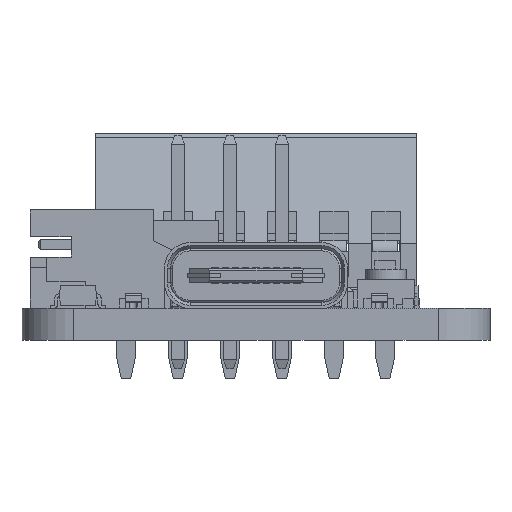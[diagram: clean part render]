
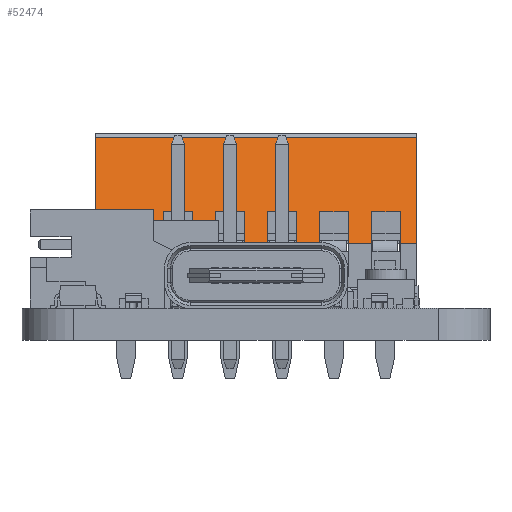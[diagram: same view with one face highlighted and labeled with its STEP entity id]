
A CAD part, left-side view. The second image highlights one B-rep face of the part: STEP entity #52474.
In plain terms, the highlighted face is planar.
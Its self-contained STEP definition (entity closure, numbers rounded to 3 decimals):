
#3031=PLANE('',#56874);
#5763=FACE_OUTER_BOUND('',#8934,.T.);
#8934=EDGE_LOOP('',(#47560,#47561,#47562,#47563,#47564,#47565,#47566,#47567,
#47568,#47569,#47570,#47571,#47572,#47573,#47574,#47575,#47576,#47577,#47578,
#47579,#47580,#47581,#47582,#47583,#47584,#47585,#47586,#47587));
#14105=LINE('',#84165,#19906);
#14168=LINE('',#84835,#19969);
#14187=LINE('',#84873,#19988);
#14255=LINE('',#85009,#20056);
#14264=LINE('',#85025,#20065);
#14273=LINE('',#85044,#20074);
#14335=LINE('',#85169,#20136);
#14344=LINE('',#85185,#20145);
#14353=LINE('',#85204,#20154);
#14415=LINE('',#85329,#20216);
#14424=LINE('',#85345,#20225);
#14433=LINE('',#85364,#20234);
#14495=LINE('',#85489,#20296);
#14504=LINE('',#85505,#20305);
#14513=LINE('',#85524,#20314);
#14575=LINE('',#85649,#20376);
#14584=LINE('',#85665,#20385);
#14593=LINE('',#85684,#20394);
#14598=LINE('',#85695,#20399);
#14629=LINE('',#85752,#20430);
#14635=LINE('',#85762,#20436);
#14636=LINE('',#85763,#20437);
#14637=LINE('',#85764,#20438);
#14638=LINE('',#85765,#20439);
#14639=LINE('',#85766,#20440);
#14640=LINE('',#85767,#20441);
#14642=LINE('',#85770,#20443);
#14662=LINE('',#85814,#20463);
#19906=VECTOR('',#69445,1.);
#19969=VECTOR('',#69718,1.);
#19988=VECTOR('',#69745,1.);
#20056=VECTOR('',#69859,1.);
#20065=VECTOR('',#69874,1.);
#20074=VECTOR('',#69891,1.);
#20136=VECTOR('',#69999,1.);
#20145=VECTOR('',#70014,1.);
#20154=VECTOR('',#70031,1.);
#20216=VECTOR('',#70139,1.);
#20225=VECTOR('',#70154,1.);
#20234=VECTOR('',#70171,1.);
#20296=VECTOR('',#70279,1.);
#20305=VECTOR('',#70294,1.);
#20314=VECTOR('',#70311,1.);
#20376=VECTOR('',#70419,1.);
#20385=VECTOR('',#70434,1.);
#20394=VECTOR('',#70451,1.);
#20399=VECTOR('',#70462,1.);
#20430=VECTOR('',#70505,1.);
#20436=VECTOR('',#70515,1.);
#20437=VECTOR('',#70516,1.);
#20438=VECTOR('',#70517,1.);
#20439=VECTOR('',#70518,1.);
#20440=VECTOR('',#70519,1.);
#20441=VECTOR('',#70520,1.);
#20443=VECTOR('',#70522,1.);
#20463=VECTOR('',#70580,1.);
#25985=VERTEX_POINT('',#84158);
#25988=VERTEX_POINT('',#84163);
#26103=VERTEX_POINT('',#84833);
#26117=VERTEX_POINT('',#84870);
#26118=VERTEX_POINT('',#84872);
#26163=VERTEX_POINT('',#85008);
#26167=VERTEX_POINT('',#85023);
#26172=VERTEX_POINT('',#85041);
#26173=VERTEX_POINT('',#85043);
#26213=VERTEX_POINT('',#85168);
#26217=VERTEX_POINT('',#85183);
#26222=VERTEX_POINT('',#85201);
#26223=VERTEX_POINT('',#85203);
#26263=VERTEX_POINT('',#85328);
#26267=VERTEX_POINT('',#85343);
#26272=VERTEX_POINT('',#85361);
#26273=VERTEX_POINT('',#85363);
#26313=VERTEX_POINT('',#85488);
#26317=VERTEX_POINT('',#85503);
#26322=VERTEX_POINT('',#85521);
#26323=VERTEX_POINT('',#85523);
#26363=VERTEX_POINT('',#85648);
#26367=VERTEX_POINT('',#85663);
#26372=VERTEX_POINT('',#85681);
#26373=VERTEX_POINT('',#85683);
#26376=VERTEX_POINT('',#85694);
#26396=VERTEX_POINT('',#85750);
#26399=VERTEX_POINT('',#85768);
#32835=EDGE_CURVE('',#25988,#25985,#14105,.T.);
#32982=EDGE_CURVE('',#25988,#26103,#14168,.T.);
#33001=EDGE_CURVE('',#26117,#26118,#14187,.T.);
#33069=EDGE_CURVE('',#26117,#26163,#14255,.T.);
#33078=EDGE_CURVE('',#26163,#26167,#14264,.T.);
#33087=EDGE_CURVE('',#26172,#26173,#14273,.T.);
#33149=EDGE_CURVE('',#26172,#26213,#14335,.T.);
#33158=EDGE_CURVE('',#26213,#26217,#14344,.T.);
#33167=EDGE_CURVE('',#26222,#26223,#14353,.T.);
#33229=EDGE_CURVE('',#26222,#26263,#14415,.T.);
#33238=EDGE_CURVE('',#26263,#26267,#14424,.T.);
#33247=EDGE_CURVE('',#26272,#26273,#14433,.T.);
#33309=EDGE_CURVE('',#26272,#26313,#14495,.T.);
#33318=EDGE_CURVE('',#26313,#26317,#14504,.T.);
#33327=EDGE_CURVE('',#26322,#26323,#14513,.T.);
#33389=EDGE_CURVE('',#26322,#26363,#14575,.T.);
#33398=EDGE_CURVE('',#26363,#26367,#14584,.T.);
#33407=EDGE_CURVE('',#26372,#26373,#14593,.T.);
#33412=EDGE_CURVE('',#26372,#26376,#14598,.T.);
#33443=EDGE_CURVE('',#26376,#26396,#14629,.T.);
#33449=EDGE_CURVE('',#26367,#26373,#14635,.T.);
#33450=EDGE_CURVE('',#26317,#26323,#14636,.T.);
#33451=EDGE_CURVE('',#26267,#26273,#14637,.T.);
#33452=EDGE_CURVE('',#26217,#26223,#14638,.T.);
#33453=EDGE_CURVE('',#26167,#26173,#14639,.T.);
#33454=EDGE_CURVE('',#26103,#26118,#14640,.T.);
#33456=EDGE_CURVE('',#26396,#26399,#14642,.T.);
#33476=EDGE_CURVE('',#26399,#25985,#14662,.T.);
#47560=ORIENTED_EDGE('',*,*,#33476,.T.);
#47561=ORIENTED_EDGE('',*,*,#32835,.F.);
#47562=ORIENTED_EDGE('',*,*,#32982,.T.);
#47563=ORIENTED_EDGE('',*,*,#33454,.T.);
#47564=ORIENTED_EDGE('',*,*,#33001,.F.);
#47565=ORIENTED_EDGE('',*,*,#33069,.T.);
#47566=ORIENTED_EDGE('',*,*,#33078,.T.);
#47567=ORIENTED_EDGE('',*,*,#33453,.T.);
#47568=ORIENTED_EDGE('',*,*,#33087,.F.);
#47569=ORIENTED_EDGE('',*,*,#33149,.T.);
#47570=ORIENTED_EDGE('',*,*,#33158,.T.);
#47571=ORIENTED_EDGE('',*,*,#33452,.T.);
#47572=ORIENTED_EDGE('',*,*,#33167,.F.);
#47573=ORIENTED_EDGE('',*,*,#33229,.T.);
#47574=ORIENTED_EDGE('',*,*,#33238,.T.);
#47575=ORIENTED_EDGE('',*,*,#33451,.T.);
#47576=ORIENTED_EDGE('',*,*,#33247,.F.);
#47577=ORIENTED_EDGE('',*,*,#33309,.T.);
#47578=ORIENTED_EDGE('',*,*,#33318,.T.);
#47579=ORIENTED_EDGE('',*,*,#33450,.T.);
#47580=ORIENTED_EDGE('',*,*,#33327,.F.);
#47581=ORIENTED_EDGE('',*,*,#33389,.T.);
#47582=ORIENTED_EDGE('',*,*,#33398,.T.);
#47583=ORIENTED_EDGE('',*,*,#33449,.T.);
#47584=ORIENTED_EDGE('',*,*,#33407,.F.);
#47585=ORIENTED_EDGE('',*,*,#33412,.T.);
#47586=ORIENTED_EDGE('',*,*,#33443,.T.);
#47587=ORIENTED_EDGE('',*,*,#33456,.T.);
#52474=ADVANCED_FACE('',(#5763),#3031,.F.);
#56874=AXIS2_PLACEMENT_3D('',#85813,#70578,#70579);
#69445=DIRECTION('',(1.,0.,0.));
#69718=DIRECTION('',(0.,-0.309,-0.951));
#69745=DIRECTION('',(0.,-0.309,-0.951));
#69859=DIRECTION('',(1.,0.,0.));
#69874=DIRECTION('',(0.,-0.309,-0.951));
#69891=DIRECTION('',(0.,-0.309,-0.951));
#69999=DIRECTION('',(1.,0.,0.));
#70014=DIRECTION('',(0.,-0.309,-0.951));
#70031=DIRECTION('',(0.,-0.309,-0.951));
#70139=DIRECTION('',(1.,0.,0.));
#70154=DIRECTION('',(0.,-0.309,-0.951));
#70171=DIRECTION('',(0.,-0.309,-0.951));
#70279=DIRECTION('',(1.,0.,0.));
#70294=DIRECTION('',(0.,-0.309,-0.951));
#70311=DIRECTION('',(0.,-0.309,-0.951));
#70419=DIRECTION('',(1.,0.,0.));
#70434=DIRECTION('',(0.,-0.309,-0.951));
#70451=DIRECTION('',(0.,-0.309,-0.951));
#70462=DIRECTION('',(1.,0.,0.));
#70505=DIRECTION('',(0.,-0.309,-0.951));
#70515=DIRECTION('',(1.,0.,0.));
#70516=DIRECTION('',(1.,0.,0.));
#70517=DIRECTION('',(1.,0.,0.));
#70518=DIRECTION('',(1.,0.,0.));
#70519=DIRECTION('',(1.,0.,0.));
#70520=DIRECTION('',(1.,0.,0.));
#70522=DIRECTION('',(1.,0.,0.));
#70578=DIRECTION('center_axis',(0.,0.951,
-0.309));
#70579=DIRECTION('ref_axis',(0.,-0.309,-0.951));
#70580=DIRECTION('',(0.,0.309,0.951));
#84158=CARTESIAN_POINT('',(7.84,-1.427,8.343));
#84163=CARTESIAN_POINT('',(-7.84,-1.427,8.343));
#84165=CARTESIAN_POINT('',(-7.84,-1.427,8.343));
#84833=CARTESIAN_POINT('',(-7.84,-3.11,3.164));
#84835=CARTESIAN_POINT('',(-7.84,-1.427,8.343));
#84870=CARTESIAN_POINT('',(-7.05,-2.61,4.703));
#84872=CARTESIAN_POINT('',(-7.05,-3.11,3.164));
#84873=CARTESIAN_POINT('',(-7.05,-2.61,4.703));
#85008=CARTESIAN_POINT('',(-5.65,-2.61,4.703));
#85009=CARTESIAN_POINT('',(-6.35,-2.61,4.703));
#85023=CARTESIAN_POINT('',(-5.65,-3.11,3.164));
#85025=CARTESIAN_POINT('',(-5.65,-2.61,4.703));
#85041=CARTESIAN_POINT('',(-4.51,-2.61,4.703));
#85043=CARTESIAN_POINT('',(-4.51,-3.11,3.164));
#85044=CARTESIAN_POINT('',(-4.51,-2.61,4.703));
#85168=CARTESIAN_POINT('',(-3.11,-2.61,4.703));
#85169=CARTESIAN_POINT('',(-3.81,-2.61,4.703));
#85183=CARTESIAN_POINT('',(-3.11,-3.11,3.164));
#85185=CARTESIAN_POINT('',(-3.11,-2.61,4.703));
#85201=CARTESIAN_POINT('',(-1.97,-2.61,4.703));
#85203=CARTESIAN_POINT('',(-1.97,-3.11,3.164));
#85204=CARTESIAN_POINT('',(-1.97,-2.61,4.703));
#85328=CARTESIAN_POINT('',(-0.57,-2.61,4.703));
#85329=CARTESIAN_POINT('',(-1.27,-2.61,4.703));
#85343=CARTESIAN_POINT('',(-0.57,-3.11,3.164));
#85345=CARTESIAN_POINT('',(-0.57,-2.61,4.703));
#85361=CARTESIAN_POINT('',(0.57,-2.61,4.703));
#85363=CARTESIAN_POINT('',(0.57,-3.11,3.164));
#85364=CARTESIAN_POINT('',(0.57,-2.61,4.703));
#85488=CARTESIAN_POINT('',(1.97,-2.61,4.703));
#85489=CARTESIAN_POINT('',(1.27,-2.61,4.703));
#85503=CARTESIAN_POINT('',(1.97,-3.11,3.164));
#85505=CARTESIAN_POINT('',(1.97,-2.61,4.703));
#85521=CARTESIAN_POINT('',(3.11,-2.61,4.703));
#85523=CARTESIAN_POINT('',(3.11,-3.11,3.164));
#85524=CARTESIAN_POINT('',(3.11,-2.61,4.703));
#85648=CARTESIAN_POINT('',(4.51,-2.61,4.703));
#85649=CARTESIAN_POINT('',(3.81,-2.61,4.703));
#85663=CARTESIAN_POINT('',(4.51,-3.11,3.164));
#85665=CARTESIAN_POINT('',(4.51,-2.61,4.703));
#85681=CARTESIAN_POINT('',(5.65,-2.61,4.703));
#85683=CARTESIAN_POINT('',(5.65,-3.11,3.164));
#85684=CARTESIAN_POINT('',(5.65,-2.61,4.703));
#85694=CARTESIAN_POINT('',(7.05,-2.61,4.703));
#85695=CARTESIAN_POINT('',(6.35,-2.61,4.703));
#85750=CARTESIAN_POINT('',(7.05,-3.11,3.164));
#85752=CARTESIAN_POINT('',(7.05,-2.61,4.703));
#85762=CARTESIAN_POINT('',(4.51,-3.11,3.164));
#85763=CARTESIAN_POINT('',(1.97,-3.11,3.164));
#85764=CARTESIAN_POINT('',(-0.57,-3.11,3.164));
#85765=CARTESIAN_POINT('',(-3.11,-3.11,3.164));
#85766=CARTESIAN_POINT('',(-5.65,-3.11,3.164));
#85767=CARTESIAN_POINT('',(-7.84,-3.11,3.164));
#85768=CARTESIAN_POINT('',(7.84,-3.11,3.164));
#85770=CARTESIAN_POINT('',(7.05,-3.11,3.164));
#85813=CARTESIAN_POINT('Origin',(6.313,-3.152,3.035));
#85814=CARTESIAN_POINT('',(7.84,-3.11,3.164));
